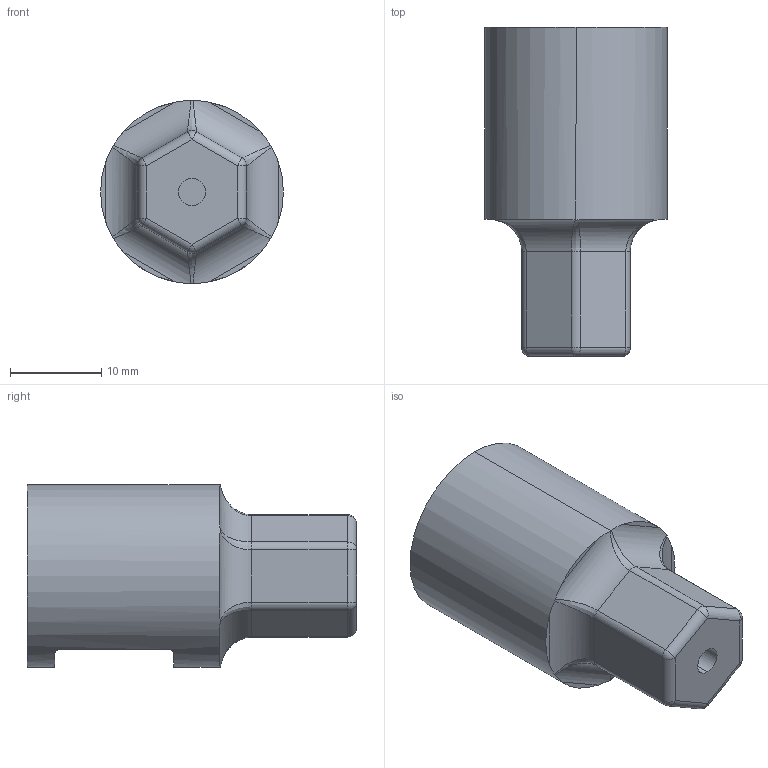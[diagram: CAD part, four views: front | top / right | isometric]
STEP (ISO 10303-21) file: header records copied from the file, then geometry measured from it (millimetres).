
FILE_DESCRIPTION (( 'STEP AP203' ), '1' );
FILE_NAME ('Coupler_new_chasis.STEP', '2024-09-08T09:08:22', ( '' ), ( '' ), 'SwSTEP 2.0', 'SolidWorks 2024', '' );
FILE_SCHEMA (( 'CONFIG_CONTROL_DESIGN' ));
Length unit declared in the file: millimetre
Products named in the file (1): Coupler_new_chasis
Bounding box: 20 x 36 x 20 mm (x, y, z)
Volume: 7023.3 mm3; surface area: 3201.1 mm2
Topology: 1 solids, 1 shells, 64 faces, 156 edges, 90 vertices
Faces by surface type: cylinder 31, plane 21, sphere 6, bspline 6
Entity records: 2093 total; most frequent: CARTESIAN_POINT 611, ORIENTED_EDGE 300, DIRECTION 288, EDGE_CURVE 150, AXIS2_PLACEMENT_3D 115, VERTEX_POINT 90, EDGE_LOOP 70, ADVANCED_FACE 64
